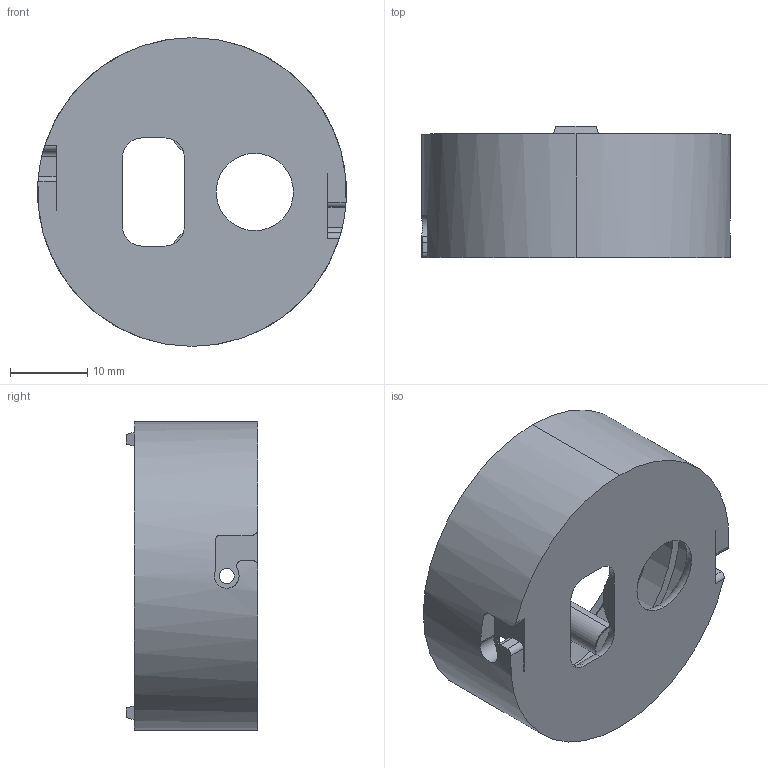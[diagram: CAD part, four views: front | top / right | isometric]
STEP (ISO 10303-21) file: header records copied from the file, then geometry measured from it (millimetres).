
FILE_DESCRIPTION (( 'STEP AP214' ), '1' );
FILE_NAME ('SensorBase.STEP', '2025-05-09T19:14:52', ( '' ), ( '' ), 'SwSTEP 2.0', 'SolidWorks 2021', '' );
FILE_SCHEMA (( 'AUTOMOTIVE_DESIGN' ));
Length unit declared in the file: millimetre
Products named in the file (1): SensorBase
Bounding box: 40 x 17 x 40 mm (x, y, z)
Volume: 7424.3 mm3; surface area: 6434.3 mm2
Topology: 1 solids, 1 shells, 100 faces, 256 edges, 162 vertices
Faces by surface type: plane 47, cylinder 35, torus 10, cone 8
Entity records: 3250 total; most frequent: CARTESIAN_POINT 735, DIRECTION 536, ORIENTED_EDGE 512, EDGE_CURVE 256, AXIS2_PLACEMENT_3D 203, VERTEX_POINT 162, VECTOR 130, LINE 130
